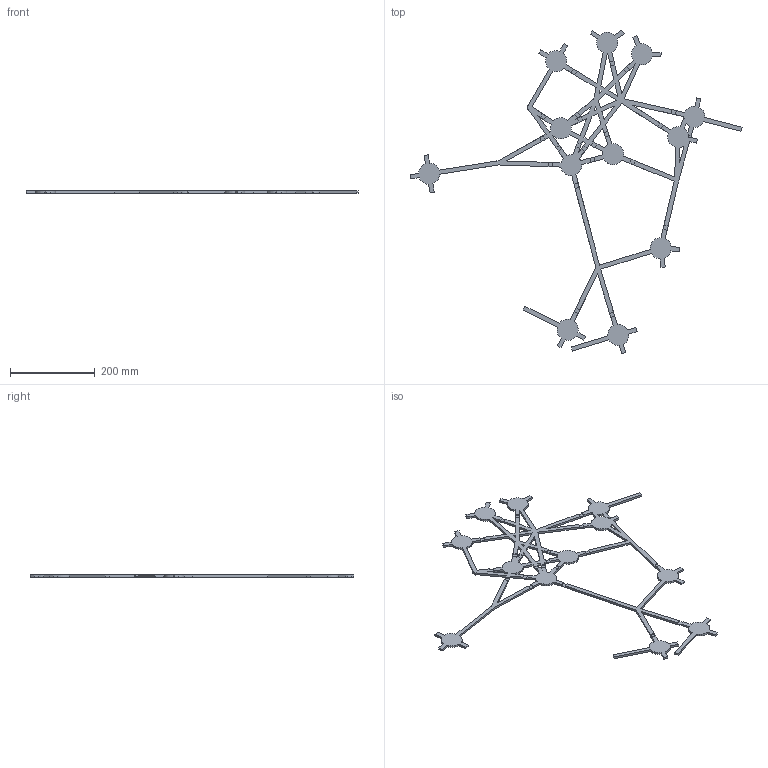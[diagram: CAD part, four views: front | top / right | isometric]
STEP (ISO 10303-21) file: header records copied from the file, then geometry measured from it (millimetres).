
FILE_DESCRIPTION(('Open CASCADE Model'),'2;1');
FILE_NAME('Open CASCADE Shape Model','2023-03-28T15:25:56',('Author'),( 'Open CASCADE'),'Open CASCADE STEP processor 7.7','Open CASCADE 7.7' ,'Unknown');
FILE_SCHEMA(('AUTOMOTIVE_DESIGN { 1 0 10303 214 1 1 1 1 }'));
Length unit declared in the file: millimetre
Products named in the file (1): Open CASCADE STEP translator 7.7 7
Bounding box: 784.99 x 765.2 x 5 mm (x, y, z)
Volume: 307501.1 mm3; surface area: 169370.6 mm2
Topology: 1 solids, 1 shells, 290 faces, 906 edges, 604 vertices
Faces by surface type: plane 240, cylinder 50
Entity records: 21546 total; most frequent: CARTESIAN_POINT 3974, DIRECTION 3084, LINE 2211, VECTOR 2211, ORIENTED_EDGE 1812, PCURVE 1812, DEFINITIONAL_REPRESENTATION 1812, EDGE_CURVE 906
